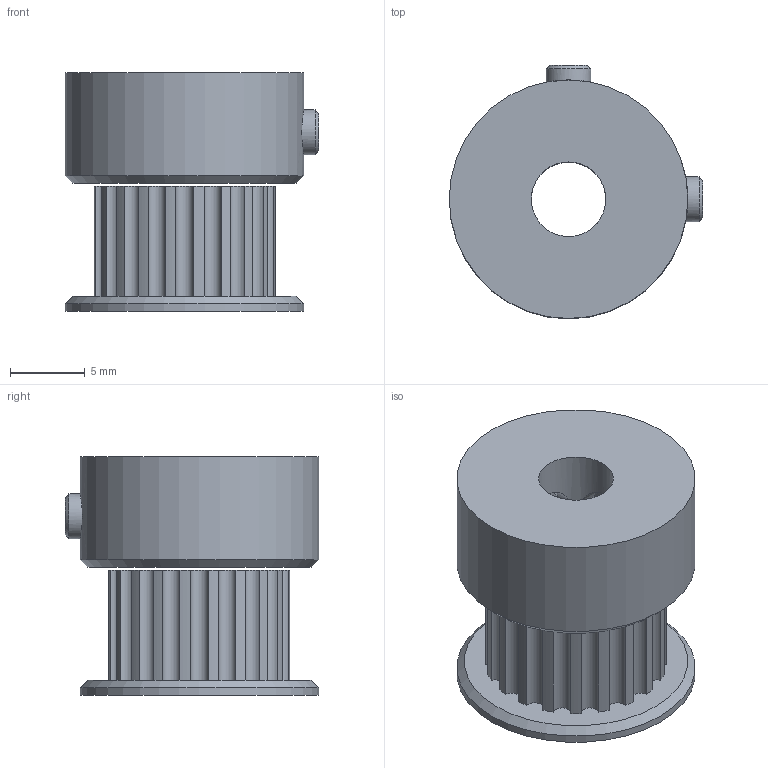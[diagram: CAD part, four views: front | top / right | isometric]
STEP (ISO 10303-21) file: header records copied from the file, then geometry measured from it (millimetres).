
FILE_DESCRIPTION(('FreeCAD Model'),'2;1');
FILE_NAME('gt2_pulley_motor.step','2017-06-27T15:59:58',('Author'),(''), 'Open CASCADE STEP processor 6.8','FreeCAD','Unknown');
FILE_SCHEMA(('AUTOMOTIVE_DESIGN_CC2 { 1 2 10303 214 -1 1 5 4 }'));
Length unit declared in the file: millimetre
Products named in the file (1): Pulley_with_screws
Bounding box: 17 x 17 x 16 mm (x, y, z)
Volume: 2137 mm3; surface area: 1813.8 mm2
Topology: 2 solids, 2 shells, 77 faces, 206 edges, 138 vertices
Faces by surface type: cylinder 48, plane 23, cone 6
Full cylindrical faces by diameter (mm): 3 x4, 5 x2, 16 x2
Entity records: 7558 total; most frequent: CARTESIAN_POINT 2982, DIRECTION 732, ORIENTED_EDGE 412, PCURVE 412, DEFINITIONAL_REPRESENTATION 412, LINE 288, VECTOR 288, EDGE_CURVE 206
